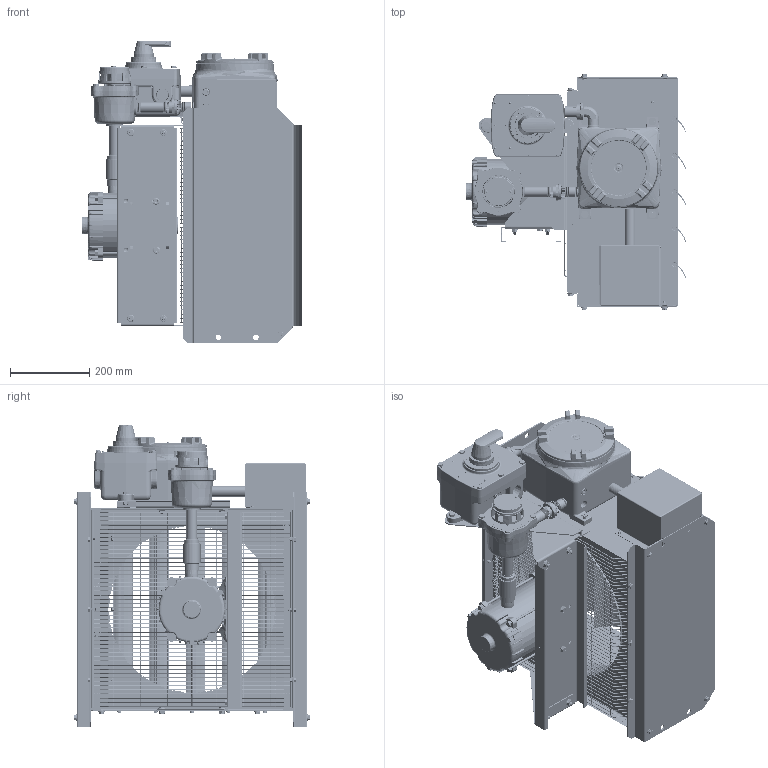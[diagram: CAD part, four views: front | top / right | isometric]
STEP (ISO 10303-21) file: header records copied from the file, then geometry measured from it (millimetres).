
FILE_DESCRIPTION (( 'STEP AP214' ), '1' );
FILE_NAME ('XEU1-16-T1-D.STEP', '2018-01-18T14:48:12', ( 'jose' ), ( 'Microsoft' ), 'SwSTEP 2.0', 'SolidWorks 2017', '' );
FILE_SCHEMA (( 'AUTOMOTIVE_DESIGN' ));
Length unit declared in the file: inch
Products named in the file (1): XEU1-16-T1-D
Bounding box: 557.03 x 595.86 x 765.34 mm (x, y, z)
Surface area: 4011435.6 mm2 (no closed solid volume)
Topology: 0 solids, 580 shells, 4282 faces, 24773 edges, 20525 vertices
Faces by surface type: plane 1403, cylinder 1288, cone 678, torus 601, bspline 277, sphere 35
Entity records: 371900 total; most frequent: CARTESIAN_POINT 142108, ORIENTED_EDGE 32080, DIRECTION 31282, EDGE_CURVE 24744, VERTEX_POINT 20522, VECTOR 10492, LINE 10492, AXIS2_PLACEMENT_3D 10395
